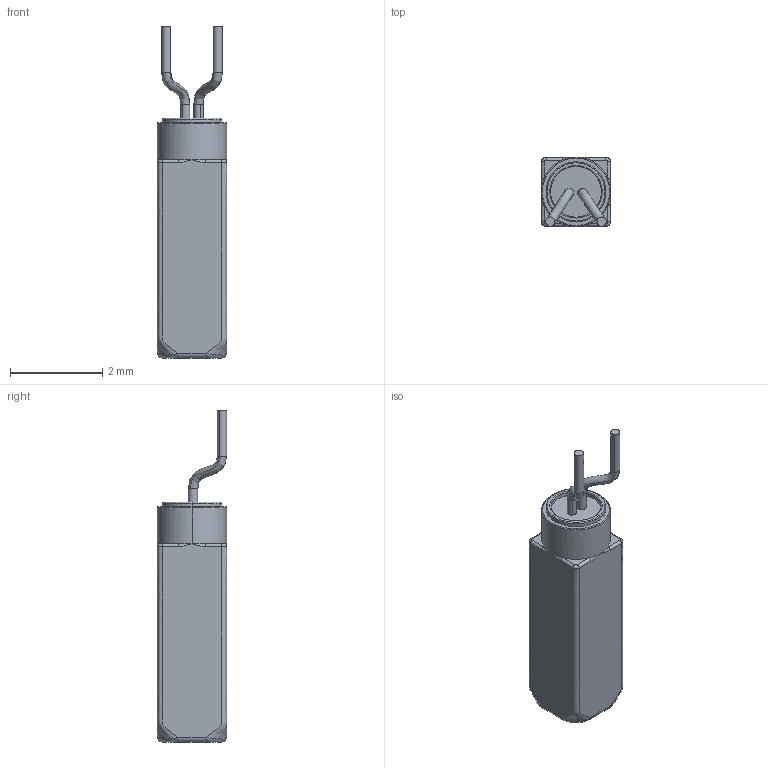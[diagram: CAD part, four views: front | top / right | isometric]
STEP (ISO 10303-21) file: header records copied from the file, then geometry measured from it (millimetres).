
FILE_DESCRIPTION(('FreeCAD Model'),'2;1');
FILE_NAME( 'AB26TRQ.step', '2018-01-22T15:48:42',('kicad StepUp'),('ksu MCAD'), 'Open CASCADE STEP processor 6.8','FreeCAD','Unknown');
FILE_SCHEMA(('AUTOMOTIVE_DESIGN_CC2 { 1 2 10303 214 -1 1 5 4 }'));
Length unit declared in the file: millimetre
Products named in the file (1): AB26TRQ
Bounding box: 1.5 x 1.5 x 7.2 mm (x, y, z)
Volume: 11.2 mm3; surface area: 36.7 mm2
Topology: 1 solids, 1 shells, 70 faces, 160 edges, 88 vertices
Faces by surface type: cylinder 26, bspline 24, plane 14, torus 6
Entity records: 3274 total; most frequent: CARTESIAN_POINT 1359, ORIENTED_EDGE 304, DIRECTION 288, EDGE_CURVE 152, AXIS2_PLACEMENT_3D 125, VERTEX_POINT 88, CIRCLE 78, FACE_BOUND 74
